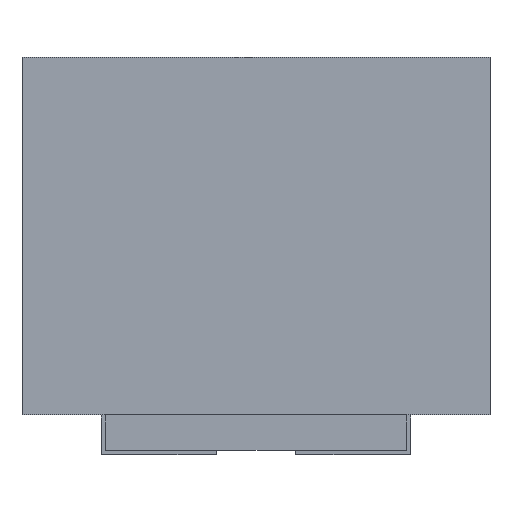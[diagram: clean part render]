
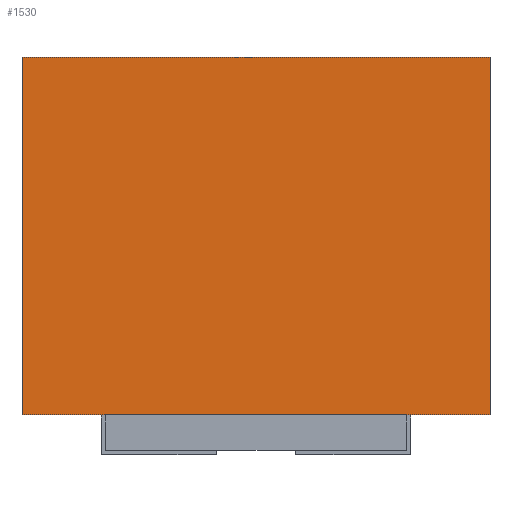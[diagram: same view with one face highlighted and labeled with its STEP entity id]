
A CAD part, front view. The second image highlights one B-rep face of the part: STEP entity #1530.
In plain terms, the highlighted planar face has unit normal (0, -1, 0).
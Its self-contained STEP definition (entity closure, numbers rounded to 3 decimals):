
#1467=CARTESIAN_POINT('',(2.65,-2.65,4.5));
#1468=VERTEX_POINT('',#1467);
#1475=CARTESIAN_POINT('',(2.65,-2.65,0.45));
#1476=VERTEX_POINT('',#1475);
#1477=CARTESIAN_POINT('',(2.65,-2.65,0.45));
#1478=DIRECTION('',(0.0,0.0,1.0));
#1479=VECTOR('',#1478,4.05);
#1480=LINE('',#1477,#1479);
#1481=EDGE_CURVE('',#1476,#1468,#1480,.T.);
#1500=CARTESIAN_POINT('',(2.65,-2.65,0.45));
#1501=DIRECTION('',(0.0,-1.0,0.0));
#1502=DIRECTION('',(0.0,0.0,-1.0));
#1503=AXIS2_PLACEMENT_3D('',#1500,#1501,#1502);
#1504=PLANE('',#1503);
#1505=CARTESIAN_POINT('',(-2.65,-2.65,4.5));
#1506=VERTEX_POINT('',#1505);
#1507=CARTESIAN_POINT('',(2.65,-2.65,4.5));
#1508=DIRECTION('',(-1.0,0.0,0.0));
#1509=VECTOR('',#1508,5.3);
#1510=LINE('',#1507,#1509);
#1511=EDGE_CURVE('',#1468,#1506,#1510,.T.);
#1512=ORIENTED_EDGE('',*,*,#1511,.T.);
#1513=CARTESIAN_POINT('',(-2.65,-2.65,0.45));
#1514=VERTEX_POINT('',#1513);
#1515=CARTESIAN_POINT('',(-2.65,-2.65,0.45));
#1516=DIRECTION('',(0.0,0.0,1.0));
#1517=VECTOR('',#1516,4.05);
#1518=LINE('',#1515,#1517);
#1519=EDGE_CURVE('',#1514,#1506,#1518,.T.);
#1520=ORIENTED_EDGE('',*,*,#1519,.F.);
#1521=CARTESIAN_POINT('',(2.65,-2.65,0.45));
#1522=DIRECTION('',(-1.0,0.0,0.0));
#1523=VECTOR('',#1522,5.3);
#1524=LINE('',#1521,#1523);
#1525=EDGE_CURVE('',#1476,#1514,#1524,.T.);
#1526=ORIENTED_EDGE('',*,*,#1525,.F.);
#1527=ORIENTED_EDGE('',*,*,#1481,.T.);
#1528=EDGE_LOOP('',(#1512,#1520,#1526,#1527));
#1529=FACE_OUTER_BOUND('',#1528,.T.);
#1530=ADVANCED_FACE('',(#1529),#1504,.T.);
